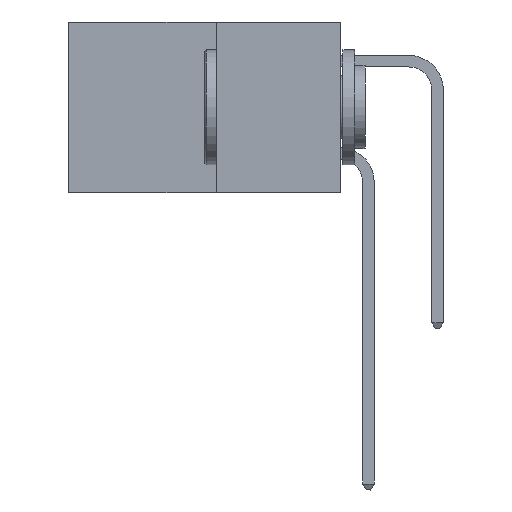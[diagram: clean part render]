
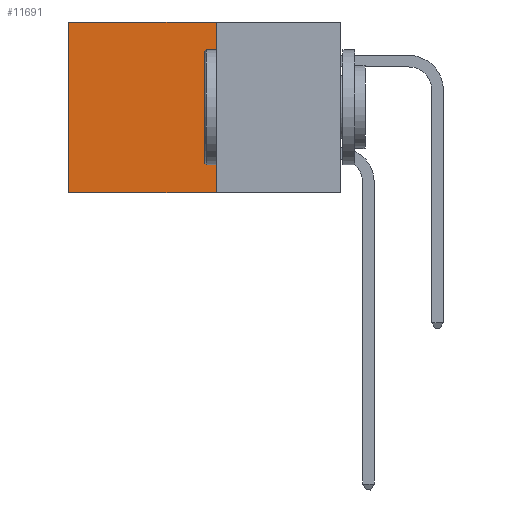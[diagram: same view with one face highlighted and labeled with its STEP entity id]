
A CAD part, left-side view. The second image highlights one B-rep face of the part: STEP entity #11691.
In plain terms, the highlighted planar face has unit normal (-1, 0, 0).
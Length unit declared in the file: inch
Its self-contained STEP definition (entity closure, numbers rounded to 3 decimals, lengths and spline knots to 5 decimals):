
#34 = EDGE_CURVE ( 'NONE', #16541, #5794, #17280, .T. ) ;
#190 = DIRECTION ( 'NONE',  ( 1., 0., 0. ) ) ;
#202 = VECTOR ( 'NONE', #2855, 39.37008 ) ;
#288 = FACE_OUTER_BOUND ( 'NONE', #1649, .T. ) ;
#1493 = VERTEX_POINT ( 'NONE', #15815 ) ;
#1649 = EDGE_LOOP ( 'NONE', ( #15212, #8658, #13607, #14420 ) ) ;
#1715 = CARTESIAN_POINT ( 'NONE',  ( 0.277, 0.59, 0. ) ) ;
#1781 = EDGE_CURVE ( 'NONE', #13711, #16541, #4997, .T. ) ;
#2855 = DIRECTION ( 'NONE',  ( 0., 0., -1. ) ) ;
#3054 = CARTESIAN_POINT ( 'NONE',  ( 0.277, 0.59, -0.37 ) ) ;
#3667 = DIRECTION ( 'NONE',  ( 0., 1., 0. ) ) ;
#4997 = LINE ( 'NONE', #13713, #11737 ) ;
#5794 = VERTEX_POINT ( 'NONE', #9501 ) ;
#6530 = VECTOR ( 'NONE', #8844, 39.37008 ) ;
#7675 = EDGE_CURVE ( 'NONE', #13711, #1493, #10168, .T. ) ;
#7966 = DIRECTION ( 'NONE',  ( 0., 1., 0. ) ) ;
#8658 = ORIENTED_EDGE ( 'NONE', *, *, #11496, .F. ) ;
#8844 = DIRECTION ( 'NONE',  ( 0., 0., -1. ) ) ;
#9501 = CARTESIAN_POINT ( 'NONE',  ( 0.277, 0.59, -0.37 ) ) ;
#9527 = CARTESIAN_POINT ( 'NONE',  ( 0.277, 0.27, 0. ) ) ;
#9685 = DIRECTION ( 'NONE',  ( 0., 0., -1. ) ) ;
#10168 = LINE ( 'NONE', #10961, #202 ) ;
#10961 = CARTESIAN_POINT ( 'NONE',  ( 0.277, 0.27, -0.37 ) ) ;
#11496 = EDGE_CURVE ( 'NONE', #1493, #5794, #17215, .T. ) ;
#11691 = ADVANCED_FACE ( 'NONE', ( #288 ), #16394, .F. ) ;
#11737 = VECTOR ( 'NONE', #3667, 39.37008 ) ;
#12299 = CARTESIAN_POINT ( 'NONE',  ( 0.277, 0.27, -0.37 ) ) ;
#12794 = AXIS2_PLACEMENT_3D ( 'NONE', #12299, #190, #9685 ) ;
#13607 = ORIENTED_EDGE ( 'NONE', *, *, #7675, .F. ) ;
#13631 = VECTOR ( 'NONE', #7966, 39.37008 ) ;
#13711 = VERTEX_POINT ( 'NONE', #9527 ) ;
#13713 = CARTESIAN_POINT ( 'NONE',  ( 0.277, 0.27, 0. ) ) ;
#14420 = ORIENTED_EDGE ( 'NONE', *, *, #1781, .T. ) ;
#15212 = ORIENTED_EDGE ( 'NONE', *, *, #34, .T. ) ;
#15815 = CARTESIAN_POINT ( 'NONE',  ( 0.277, 0.27, -0.37 ) ) ;
#16394 = PLANE ( 'NONE',  #12794 ) ;
#16541 = VERTEX_POINT ( 'NONE', #1715 ) ;
#17215 = LINE ( 'NONE', #17400, #13631 ) ;
#17280 = LINE ( 'NONE', #3054, #6530 ) ;
#17400 = CARTESIAN_POINT ( 'NONE',  ( 0.277, 0.27, -0.37 ) ) ;
